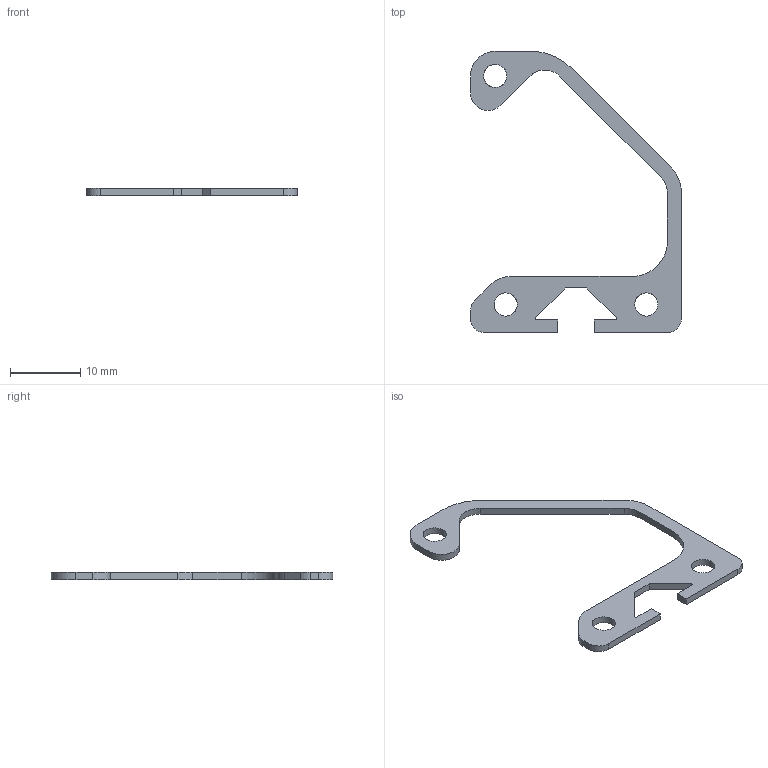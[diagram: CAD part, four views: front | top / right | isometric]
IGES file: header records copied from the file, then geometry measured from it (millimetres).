
Global section: file name: SP059; native system: Autodesk Inventor 2015; preprocessor: unknown; date: 20150903.133413; units: millimetre
Bounding box: 30 x 40 x 1 mm (x, y, z)
Volume: 304.4 mm3; surface area: 834.3 mm2
Topology: 1 solids, 1 shells, 37 faces, 105 edges, 70 vertices
Faces by surface type: bspline 37
